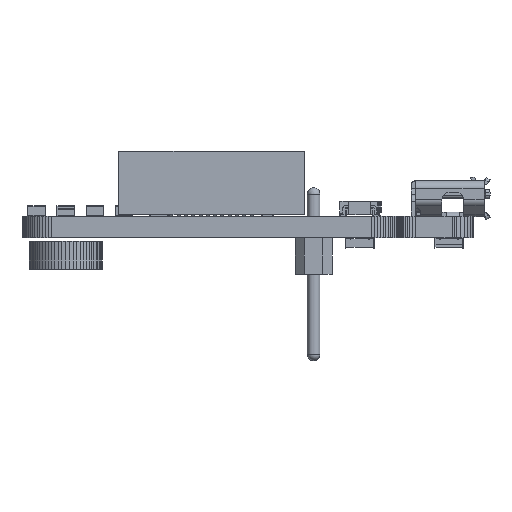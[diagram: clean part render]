
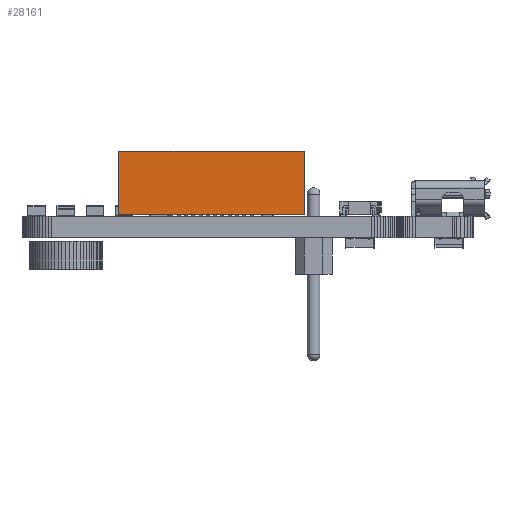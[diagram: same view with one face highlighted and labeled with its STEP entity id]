
A CAD part, left-side view. The second image highlights one B-rep face of the part: STEP entity #28161.
In plain terms, the highlighted face is planar.
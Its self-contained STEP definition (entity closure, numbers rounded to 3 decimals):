
#28136 = VERTEX_POINT('',#28137);
#28137 = CARTESIAN_POINT('',(-6.35,-1.27,4.45));
#28143 = EDGE_CURVE('',#28144,#28136,#28146,.T.);
#28144 = VERTEX_POINT('',#28145);
#28145 = CARTESIAN_POINT('',(-6.35,-1.27,0.1));
#28146 = LINE('',#28147,#28148);
#28147 = CARTESIAN_POINT('',(-6.35,-1.27,0.1));
#28148 = VECTOR('',#28149,1.);
#28149 = DIRECTION('',(0.,0.,1.));
#28161 = ADVANCED_FACE('',(#28162),#28187,.F.);
#28162 = FACE_BOUND('',#28163,.F.);
#28163 = EDGE_LOOP('',(#28164,#28165,#28173,#28181));
#28164 = ORIENTED_EDGE('',*,*,#28143,.T.);
#28165 = ORIENTED_EDGE('',*,*,#28166,.T.);
#28166 = EDGE_CURVE('',#28136,#28167,#28169,.T.);
#28167 = VERTEX_POINT('',#28168);
#28168 = CARTESIAN_POINT('',(6.35,-1.27,4.45));
#28169 = LINE('',#28170,#28171);
#28170 = CARTESIAN_POINT('',(-6.35,-1.27,4.45));
#28171 = VECTOR('',#28172,1.);
#28172 = DIRECTION('',(1.,0.,0.));
#28173 = ORIENTED_EDGE('',*,*,#28174,.F.);
#28174 = EDGE_CURVE('',#28175,#28167,#28177,.T.);
#28175 = VERTEX_POINT('',#28176);
#28176 = CARTESIAN_POINT('',(6.35,-1.27,0.1));
#28177 = LINE('',#28178,#28179);
#28178 = CARTESIAN_POINT('',(6.35,-1.27,0.1));
#28179 = VECTOR('',#28180,1.);
#28180 = DIRECTION('',(0.,0.,1.));
#28181 = ORIENTED_EDGE('',*,*,#28182,.F.);
#28182 = EDGE_CURVE('',#28144,#28175,#28183,.T.);
#28183 = LINE('',#28184,#28185);
#28184 = CARTESIAN_POINT('',(-6.35,-1.27,0.1));
#28185 = VECTOR('',#28186,1.);
#28186 = DIRECTION('',(1.,0.,0.));
#28187 = PLANE('',#28188);
#28188 = AXIS2_PLACEMENT_3D('',#28189,#28190,#28191);
#28189 = CARTESIAN_POINT('',(-6.35,-1.27,0.1));
#28190 = DIRECTION('',(0.,1.,0.));
#28191 = DIRECTION('',(1.,0.,0.));
